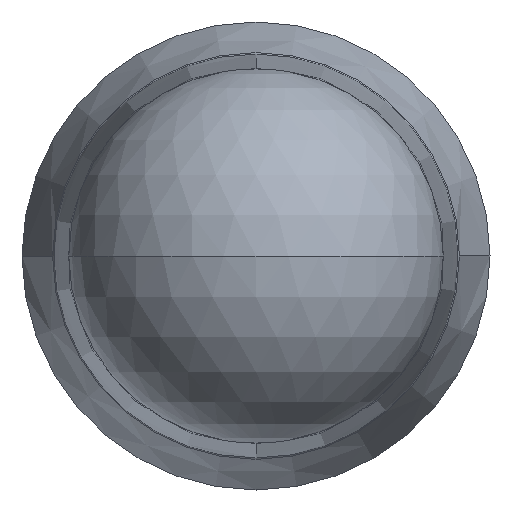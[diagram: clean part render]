
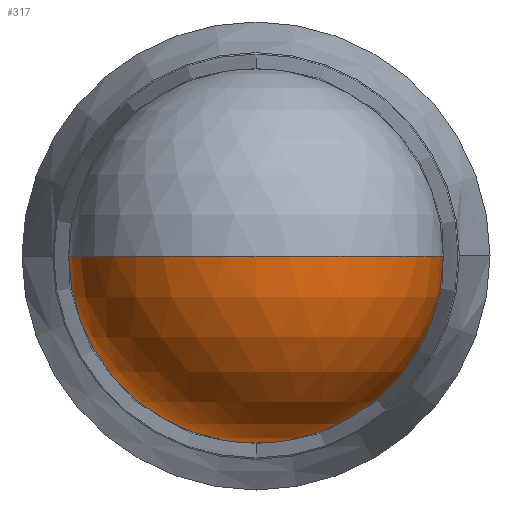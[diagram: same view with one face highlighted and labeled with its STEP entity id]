
A CAD part, front view. The second image highlights one B-rep face of the part: STEP entity #317.
In plain terms, the highlighted spherical face has radius 3.175 mm.
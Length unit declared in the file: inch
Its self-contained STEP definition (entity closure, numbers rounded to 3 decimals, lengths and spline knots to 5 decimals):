
#2 = CARTESIAN_POINT ( 'NONE',  ( 0., 0., 0. ) ) ;
#14 = DIRECTION ( 'NONE',  ( 0., 0., -1. ) ) ;
#19 = DIRECTION ( 'NONE',  ( 0., -1., 0. ) ) ;
#51 = AXIS2_PLACEMENT_3D ( 'NONE', #70, #477, #514 ) ;
#52 = ORIENTED_EDGE ( 'NONE', *, *, #342, .T. ) ;
#70 = CARTESIAN_POINT ( 'NONE',  ( 0., 0.125, 0. ) ) ;
#87 = AXIS2_PLACEMENT_3D ( 'NONE', #103, #19, #350 ) ;
#89 = EDGE_CURVE ( 'NONE', #388, #128, #228, .T. ) ;
#98 = EDGE_CURVE ( 'NONE', #174, #128, #475, .T. ) ;
#103 = CARTESIAN_POINT ( 'NONE',  ( 0., 0.12391, 0. ) ) ;
#110 = FACE_OUTER_BOUND ( 'NONE', #230, .T. ) ;
#128 = VERTEX_POINT ( 'NONE', #2 ) ;
#132 = EDGE_CURVE ( 'NONE', #174, #385, #189, .T. ) ;
#169 = ORIENTED_EDGE ( 'NONE', *, *, #132, .T. ) ;
#174 = VERTEX_POINT ( 'NONE', #383 ) ;
#175 = CARTESIAN_POINT ( 'NONE',  ( 0., 0.12391, -0.125 ) ) ;
#179 = AXIS2_PLACEMENT_3D ( 'NONE', #441, #479, #323 ) ;
#189 = CIRCLE ( 'NONE', #491, 0.125 ) ;
#228 = CIRCLE ( 'NONE', #51, 0.125 ) ;
#230 = EDGE_LOOP ( 'NONE', ( #169, #52, #251, #507 ) ) ;
#251 = ORIENTED_EDGE ( 'NONE', *, *, #89, .T. ) ;
#252 = CARTESIAN_POINT ( 'NONE',  ( 0., 0.12391, 0. ) ) ;
#294 = CIRCLE ( 'NONE', #87, 0.125 ) ;
#317 = ADVANCED_FACE ( 'NONE', ( #110 ), #408, .T. ) ;
#323 = DIRECTION ( 'NONE',  ( 1., 0., 0. ) ) ;
#338 = DIRECTION ( 'NONE',  ( 0., 0., -1. ) ) ;
#342 = EDGE_CURVE ( 'NONE', #385, #388, #294, .T. ) ;
#344 = AXIS2_PLACEMENT_3D ( 'NONE', #371, #14, #465 ) ;
#350 = DIRECTION ( 'NONE',  ( 0., 0., -1. ) ) ;
#371 = CARTESIAN_POINT ( 'NONE',  ( 0., 0.125, 0. ) ) ;
#383 = CARTESIAN_POINT ( 'NONE',  ( -0.125, 0.12391, 0. ) ) ;
#385 = VERTEX_POINT ( 'NONE', #175 ) ;
#388 = VERTEX_POINT ( 'NONE', #460 ) ;
#408 = SPHERICAL_SURFACE ( 'NONE', #344, 0.125 ) ;
#441 = CARTESIAN_POINT ( 'NONE',  ( 0., 0.125, 0. ) ) ;
#451 = DIRECTION ( 'NONE',  ( 0., -1., 0. ) ) ;
#460 = CARTESIAN_POINT ( 'NONE',  ( 0.125, 0.12391, 0. ) ) ;
#465 = DIRECTION ( 'NONE',  ( -1., 0., 0. ) ) ;
#475 = CIRCLE ( 'NONE', #179, 0.125 ) ;
#477 = DIRECTION ( 'NONE',  ( 0., 0., -1. ) ) ;
#479 = DIRECTION ( 'NONE',  ( 0., 0., 1. ) ) ;
#491 = AXIS2_PLACEMENT_3D ( 'NONE', #252, #451, #338 ) ;
#507 = ORIENTED_EDGE ( 'NONE', *, *, #98, .F. ) ;
#514 = DIRECTION ( 'NONE',  ( -1., 0., 0. ) ) ;
